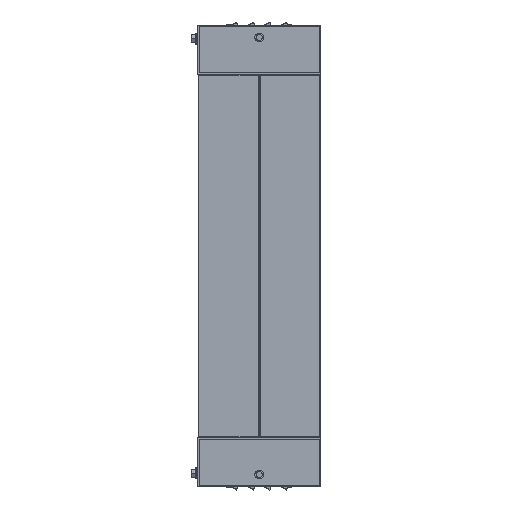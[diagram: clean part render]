
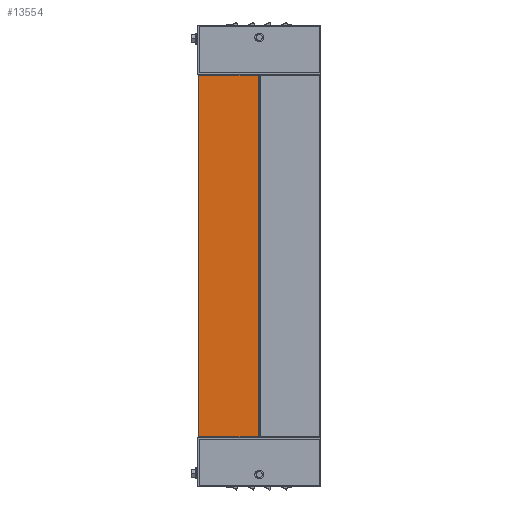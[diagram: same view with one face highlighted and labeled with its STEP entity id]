
A CAD part, left-side view. The second image highlights one B-rep face of the part: STEP entity #13554.
In plain terms, the highlighted planar face has unit normal (-1, 0, 0).
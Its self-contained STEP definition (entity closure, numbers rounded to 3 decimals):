
#200 = VERTEX_POINT ( 'NONE', #17885 ) ;
#756 = CARTESIAN_POINT ( 'NONE',  ( 0., -99.5, 695. ) ) ;
#1399 = CARTESIAN_POINT ( 'NONE',  ( 0., -99.5, 695. ) ) ;
#2703 = VECTOR ( 'NONE', #3442, 1000. ) ;
#2726 = FACE_OUTER_BOUND ( 'NONE', #7641, .T. ) ;
#3315 = LINE ( 'NONE', #6270, #17364 ) ;
#3442 = DIRECTION ( 'NONE',  ( 0., -1., 0. ) ) ;
#3649 = VECTOR ( 'NONE', #5706, 1000. ) ;
#4069 = LINE ( 'NONE', #10972, #3649 ) ;
#5199 = CARTESIAN_POINT ( 'NONE',  ( 0., -99.5, 105. ) ) ;
#5412 = EDGE_CURVE ( 'NONE', #14512, #7761, #21314, .T. ) ;
#5619 = VECTOR ( 'NONE', #16955, 1000. ) ;
#5706 = DIRECTION ( 'NONE',  ( 0., 1., 0. ) ) ;
#6256 = ORIENTED_EDGE ( 'NONE', *, *, #9851, .T. ) ;
#6270 = CARTESIAN_POINT ( 'NONE',  ( 0., -0.5, 695. ) ) ;
#6570 = VERTEX_POINT ( 'NONE', #1399 ) ;
#7641 = EDGE_LOOP ( 'NONE', ( #12117, #6256, #21078, #22844 ) ) ;
#7761 = VERTEX_POINT ( 'NONE', #9826 ) ;
#8143 = DIRECTION ( 'NONE',  ( 0., 0., -1. ) ) ;
#8891 = AXIS2_PLACEMENT_3D ( 'NONE', #20255, #18345, #12948 ) ;
#9826 = CARTESIAN_POINT ( 'NONE',  ( 0., -99.5, 105. ) ) ;
#9851 = EDGE_CURVE ( 'NONE', #200, #14512, #3315, .T. ) ;
#10972 = CARTESIAN_POINT ( 'NONE',  ( 0., -99.5, 695. ) ) ;
#12117 = ORIENTED_EDGE ( 'NONE', *, *, #14717, .T. ) ;
#12948 = DIRECTION ( 'NONE',  ( 0., 0., 1. ) ) ;
#13554 = ADVANCED_FACE ( 'NONE', ( #2726 ), #22364, .T. ) ;
#14512 = VERTEX_POINT ( 'NONE', #17689 ) ;
#14717 = EDGE_CURVE ( 'NONE', #6570, #200, #4069, .T. ) ;
#16955 = DIRECTION ( 'NONE',  ( 0., 0., 1. ) ) ;
#17364 = VECTOR ( 'NONE', #8143, 1000. ) ;
#17689 = CARTESIAN_POINT ( 'NONE',  ( 0., -0.5, 105. ) ) ;
#17885 = CARTESIAN_POINT ( 'NONE',  ( 0., -0.5, 695. ) ) ;
#18345 = DIRECTION ( 'NONE',  ( -1., 0., 0. ) ) ;
#19001 = EDGE_CURVE ( 'NONE', #7761, #6570, #20508, .T. ) ;
#20255 = CARTESIAN_POINT ( 'NONE',  ( 0., 0., 0. ) ) ;
#20508 = LINE ( 'NONE', #756, #5619 ) ;
#21078 = ORIENTED_EDGE ( 'NONE', *, *, #5412, .T. ) ;
#21314 = LINE ( 'NONE', #5199, #2703 ) ;
#22364 = PLANE ( 'NONE',  #8891 ) ;
#22844 = ORIENTED_EDGE ( 'NONE', *, *, #19001, .T. ) ;
